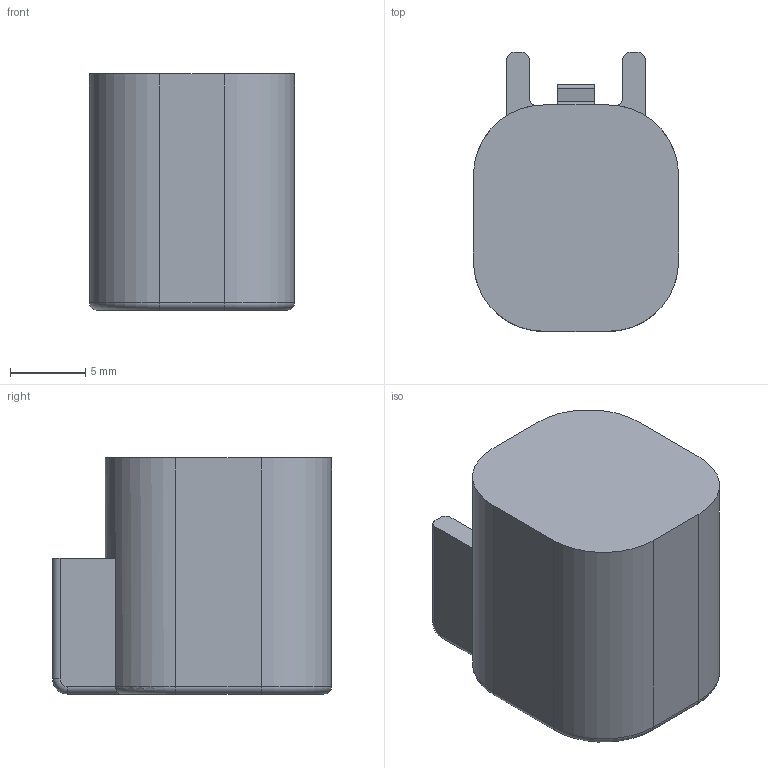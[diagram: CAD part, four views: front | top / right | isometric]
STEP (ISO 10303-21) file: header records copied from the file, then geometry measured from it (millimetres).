
FILE_DESCRIPTION(('CoCreate Modeling STEP Export'),'2;1');
FILE_NAME('CM-150-S-002-1-A01.stp','2012-01-27T12:59:29',(''),(''),'CoCreate Modeling STEP processor for AP214 (Solid Model)','CoCreate Modeling 17.0B 09-Oct-2010 (C) Parametric Technology GmbH','');
FILE_SCHEMA(('AUTOMOTIVE_DESIGN { 1 0 10303 214 1 1 1 1 }'));
Length unit declared in the file: millimetre
Products named in the file (2): CM-150-S-002-1-A01
Assembly tree (1 placements, depth 2):
  CM-150-S-002-1-A01
    CM-150-S-002-1-A01
Bounding box: 13.6 x 18.5 x 15.65 mm (x, y, z)
Volume: 1612.2 mm3; surface area: 1792.7 mm2
Topology: 1 solids, 1 shells, 108 faces, 268 edges, 166 vertices
Faces by surface type: plane 46, cylinder 42, torus 20
Entity records: 3354 total; most frequent: CARTESIAN_POINT 663, DIRECTION 592, ORIENTED_EDGE 536, EDGE_CURVE 268, AXIS2_PLACEMENT_3D 217, VERTEX_POINT 166, VECTOR 158, LINE 158
